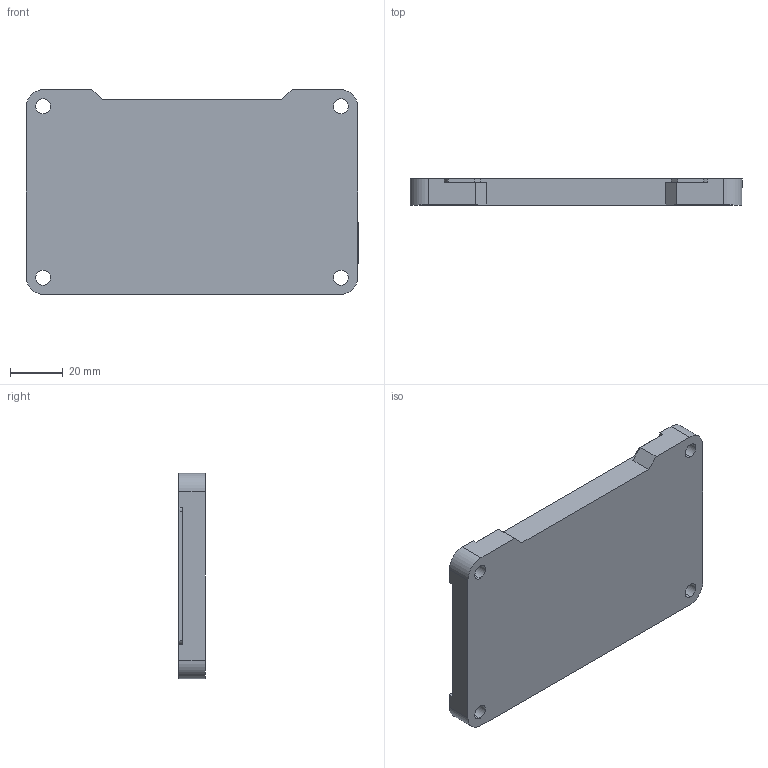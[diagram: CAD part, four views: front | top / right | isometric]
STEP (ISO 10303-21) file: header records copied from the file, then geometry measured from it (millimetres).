
FILE_DESCRIPTION (( 'STEP AP214' ), '1' );
FILE_NAME ('Baseplate.STEP', '2024-05-21T02:28:29', ( '' ), ( '' ), 'SwSTEP 2.0', 'SolidWorks 2017', '' );
FILE_SCHEMA (( 'AUTOMOTIVE_DESIGN' ));
Length unit declared in the file: millimetre
Products named in the file (1): Baseplate
Bounding box: 126 x 10 x 78 mm (x, y, z)
Volume: 59866.1 mm3; surface area: 26327.5 mm2
Topology: 1 solids, 1 shells, 97 faces, 256 edges, 170 vertices
Faces by surface type: plane 55, cylinder 42
Entity records: 3066 total; most frequent: CARTESIAN_POINT 548, DIRECTION 526, ORIENTED_EDGE 512, EDGE_CURVE 256, AXIS2_PLACEMENT_3D 180, VERTEX_POINT 170, VECTOR 166, LINE 166
